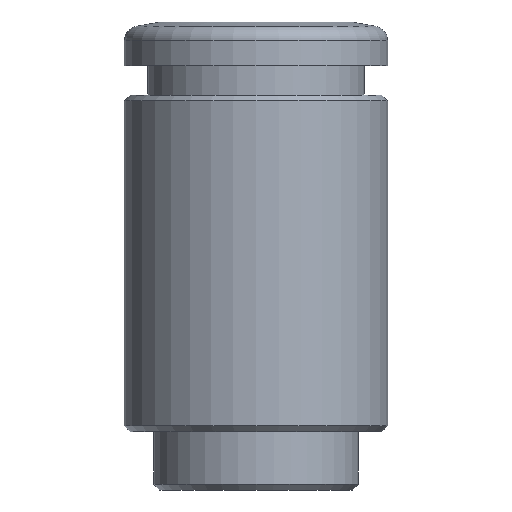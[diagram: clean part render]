
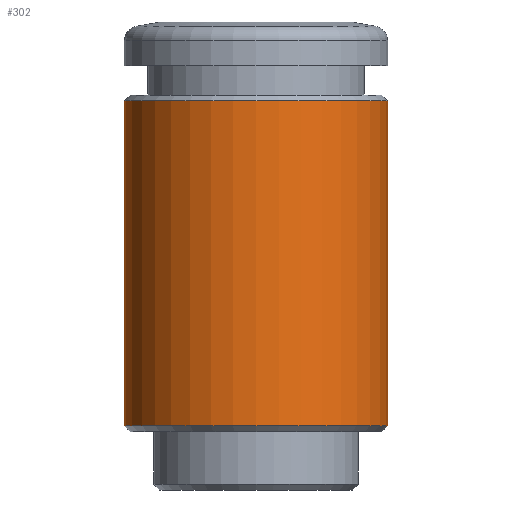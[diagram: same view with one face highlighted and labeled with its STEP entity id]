
A CAD part, front view. The second image highlights one B-rep face of the part: STEP entity #302.
In plain terms, the highlighted cylindrical face has radius 4.5 mm (diameter 9 mm), a full revolution.
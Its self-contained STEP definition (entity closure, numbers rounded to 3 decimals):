
#50=FACE_BOUND('',#119,.T.);
#76=FACE_OUTER_BOUND('',#118,.T.);
#118=EDGE_LOOP('',(#253));
#119=EDGE_LOOP('',(#254));
#158=CIRCLE('',#347,4.5);
#159=CIRCLE('',#349,4.5);
#185=VERTEX_POINT('',#529);
#186=VERTEX_POINT('',#532);
#212=EDGE_CURVE('',#185,#185,#158,.T.);
#213=EDGE_CURVE('',#186,#186,#159,.T.);
#253=ORIENTED_EDGE('',*,*,#213,.T.);
#254=ORIENTED_EDGE('',*,*,#212,.F.);
#283=CYLINDRICAL_SURFACE('',#348,4.5);
#302=ADVANCED_FACE('',(#76,#50),#283,.T.);
#347=AXIS2_PLACEMENT_3D('',#530,#432,#433);
#348=AXIS2_PLACEMENT_3D('',#531,#434,#435);
#349=AXIS2_PLACEMENT_3D('',#533,#436,#437);
#432=DIRECTION('center_axis',(0.,0.,1.));
#433=DIRECTION('ref_axis',(1.,0.,0.));
#434=DIRECTION('center_axis',(0.,0.,1.));
#435=DIRECTION('ref_axis',(1.,0.,0.));
#436=DIRECTION('center_axis',(0.,0.,1.));
#437=DIRECTION('ref_axis',(1.,0.,0.));
#529=CARTESIAN_POINT('',(13.397,-3.506,17.45));
#530=CARTESIAN_POINT('Origin',(8.897,-3.506,17.45));
#531=CARTESIAN_POINT('Origin',(8.897,-3.506,6.35));
#532=CARTESIAN_POINT('',(13.397,-3.506,6.35));
#533=CARTESIAN_POINT('Origin',(8.897,-3.506,6.35));
